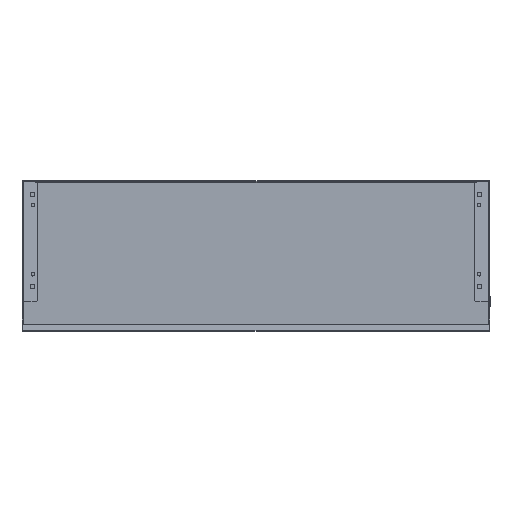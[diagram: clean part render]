
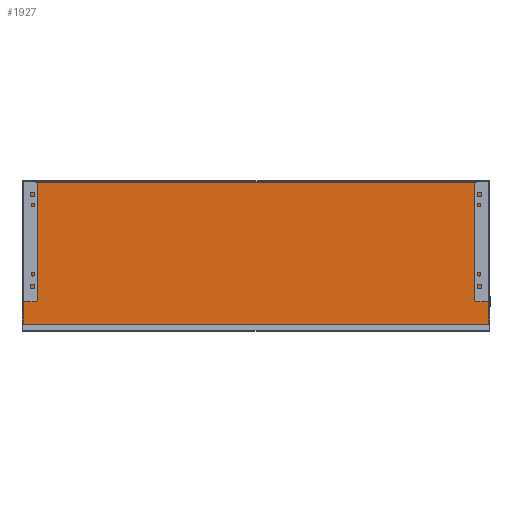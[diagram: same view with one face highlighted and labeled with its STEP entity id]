
A CAD part, front view. The second image highlights one B-rep face of the part: STEP entity #1927.
In plain terms, the highlighted planar face has unit normal (0, -1, 0).
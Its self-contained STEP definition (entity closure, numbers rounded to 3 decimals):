
#24 = CARTESIAN_POINT ( 'NONE',  ( -503.5, -1.5, 153.328 ) ) ;
#209 = VECTOR ( 'NONE', #430, 1000. ) ;
#430 = DIRECTION ( 'NONE',  ( -1., 0., 0. ) ) ;
#618 = LINE ( 'NONE', #5429, #209 ) ;
#954 = VERTEX_POINT ( 'NONE', #5518 ) ;
#1023 = ORIENTED_EDGE ( 'NONE', *, *, #8194, .F. ) ;
#1927 = ADVANCED_FACE ( 'NONE', ( #3409 ), #7213, .F. ) ;
#2341 = CARTESIAN_POINT ( 'NONE',  ( -503.5, -1.5, -156.238 ) ) ;
#2593 = ORIENTED_EDGE ( 'NONE', *, *, #8288, .F. ) ;
#2598 = ORIENTED_EDGE ( 'NONE', *, *, #4345, .F. ) ;
#3409 = FACE_OUTER_BOUND ( 'NONE', #8064, .T. ) ;
#3466 = CARTESIAN_POINT ( 'NONE',  ( -503.5, -1.5, 153.328 ) ) ;
#3504 = CARTESIAN_POINT ( 'NONE',  ( 503.5, -1.5, 155.837 ) ) ;
#3943 = LINE ( 'NONE', #24, #4078 ) ;
#3975 = DIRECTION ( 'NONE',  ( 0., 0., -1. ) ) ;
#4078 = VECTOR ( 'NONE', #8066, 1000. ) ;
#4345 = EDGE_CURVE ( 'NONE', #4360, #7328, #7442, .T. ) ;
#4360 = VERTEX_POINT ( 'NONE', #9283 ) ;
#4809 = DIRECTION ( 'NONE',  ( 0., 0., 1. ) ) ;
#4862 = CARTESIAN_POINT ( 'NONE',  ( 503.5, -1.5, -153.456 ) ) ;
#4976 = VERTEX_POINT ( 'NONE', #3466 ) ;
#5429 = CARTESIAN_POINT ( 'NONE',  ( 503.5, -1.5, -153.456 ) ) ;
#5518 = CARTESIAN_POINT ( 'NONE',  ( -503.5, -1.5, -153.456 ) ) ;
#7174 = DIRECTION ( 'NONE',  ( 0., 0., 1. ) ) ;
#7185 = DIRECTION ( 'NONE',  ( 0., 1., 0. ) ) ;
#7213 = PLANE ( 'NONE',  #9799 ) ;
#7255 = CARTESIAN_POINT ( 'NONE',  ( 0., -1.5, 0. ) ) ;
#7328 = VERTEX_POINT ( 'NONE', #4862 ) ;
#7366 = VECTOR ( 'NONE', #3975, 1000. ) ;
#7442 = LINE ( 'NONE', #3504, #7366 ) ;
#8064 = EDGE_LOOP ( 'NONE', ( #1023, #2598, #9055, #2593 ) ) ;
#8066 = DIRECTION ( 'NONE',  ( 1., 0., 0. ) ) ;
#8194 = EDGE_CURVE ( 'NONE', #7328, #954, #618, .T. ) ;
#8288 = EDGE_CURVE ( 'NONE', #954, #4976, #9696, .T. ) ;
#9055 = ORIENTED_EDGE ( 'NONE', *, *, #9111, .F. ) ;
#9111 = EDGE_CURVE ( 'NONE', #4976, #4360, #3943, .T. ) ;
#9283 = CARTESIAN_POINT ( 'NONE',  ( 503.5, -1.5, 153.328 ) ) ;
#9506 = VECTOR ( 'NONE', #4809, 1000. ) ;
#9696 = LINE ( 'NONE', #2341, #9506 ) ;
#9799 = AXIS2_PLACEMENT_3D ( 'NONE', #7255, #7185, #7174 ) ;
